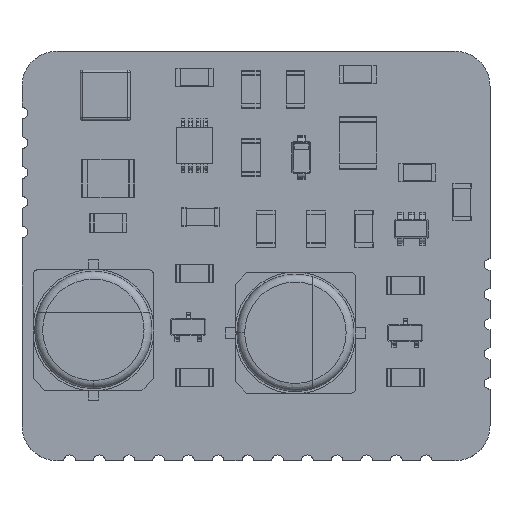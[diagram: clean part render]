
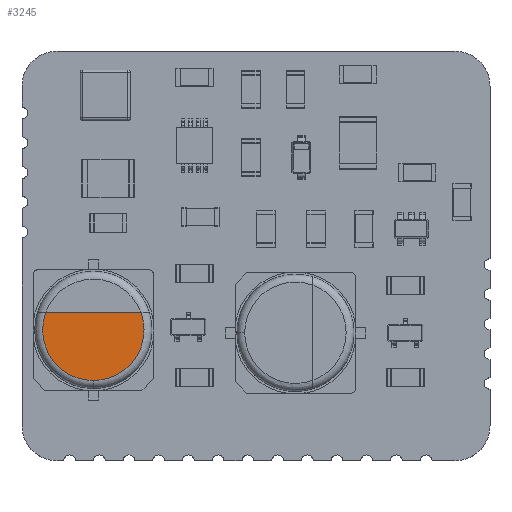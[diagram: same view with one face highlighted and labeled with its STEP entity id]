
A CAD part, top view. The second image highlights one B-rep face of the part: STEP entity #3245.
In plain terms, the highlighted planar face has unit normal (0, 0, 1).
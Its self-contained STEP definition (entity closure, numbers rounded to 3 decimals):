
#2449 = TOROIDAL_SURFACE('',#2450,4.333,0.667);
#2450 = AXIS2_PLACEMENT_3D('',#2451,#2452,#2453);
#2451 = CARTESIAN_POINT('',(0.,0.,9.333));
#2452 = DIRECTION('',(0.,0.,1.));
#2453 = DIRECTION('',(-1.,0.,0.));
#2529 = TOROIDAL_SURFACE('',#2530,4.333,0.667);
#2530 = AXIS2_PLACEMENT_3D('',#2531,#2532,#2533);
#2531 = CARTESIAN_POINT('',(0.,0.,9.333));
#2532 = DIRECTION('',(0.,0.,1.));
#2533 = DIRECTION('',(-1.,0.,0.));
#2953 = EDGE_CURVE('',#2954,#2956,#2958,.T.);
#2954 = VERTEX_POINT('',#2955);
#2955 = CARTESIAN_POINT('',(-4.333,0.,10.));
#2956 = VERTEX_POINT('',#2957);
#2957 = CARTESIAN_POINT('',(1.5,4.065,10.));
#2958 = SURFACE_CURVE('',#2959,(#2964,#2971),.PCURVE_S1.);
#2959 = CIRCLE('',#2960,4.333);
#2960 = AXIS2_PLACEMENT_3D('',#2961,#2962,#2963);
#2961 = CARTESIAN_POINT('',(0.,0.,10.));
#2962 = DIRECTION('',(0.,0.,-1.));
#2963 = DIRECTION('',(-1.,0.,0.));
#2964 = PCURVE('',#2449,#2965);
#2965 = DEFINITIONAL_REPRESENTATION('',(#2966),#2970);
#2966 = LINE('',#2967,#2968);
#2967 = CARTESIAN_POINT('',(6.283,1.571));
#2968 = VECTOR('',#2969,1.);
#2969 = DIRECTION('',(-1.,0.));
#2970 = ( GEOMETRIC_REPRESENTATION_CONTEXT(2) 
PARAMETRIC_REPRESENTATION_CONTEXT() REPRESENTATION_CONTEXT('2D SPACE',''
  ) );
#2971 = PCURVE('',#2972,#2977);
#2972 = PLANE('',#2973);
#2973 = AXIS2_PLACEMENT_3D('',#2974,#2975,#2976);
#2974 = CARTESIAN_POINT('',(0.,0.,10.));
#2975 = DIRECTION('',(-0.,0.,-1.));
#2976 = DIRECTION('',(-1.,0.,0.));
#2977 = DEFINITIONAL_REPRESENTATION('',(#2978),#2982);
#2978 = CIRCLE('',#2979,4.333);
#2979 = AXIS2_PLACEMENT_2D('',#2980,#2981);
#2980 = CARTESIAN_POINT('',(0.,0.));
#2981 = DIRECTION('',(1.,0.));
#2982 = ( GEOMETRIC_REPRESENTATION_CONTEXT(2) 
PARAMETRIC_REPRESENTATION_CONTEXT() REPRESENTATION_CONTEXT('2D SPACE',''
  ) );
#3090 = VERTEX_POINT('',#3091);
#3091 = CARTESIAN_POINT('',(1.5,-4.065,10.));
#3106 = PLANE('',#3107);
#3107 = AXIS2_PLACEMENT_3D('',#3108,#3109,#3110);
#3108 = CARTESIAN_POINT('',(5.,5.,10.));
#3109 = DIRECTION('',(0.,0.,1.));
#3110 = DIRECTION('',(-1.,0.,0.));
#3208 = EDGE_CURVE('',#3090,#2954,#3209,.T.);
#3209 = SURFACE_CURVE('',#3210,(#3215,#3222),.PCURVE_S1.);
#3210 = CIRCLE('',#3211,4.333);
#3211 = AXIS2_PLACEMENT_3D('',#3212,#3213,#3214);
#3212 = CARTESIAN_POINT('',(0.,0.,10.));
#3213 = DIRECTION('',(0.,0.,-1.));
#3214 = DIRECTION('',(-1.,0.,0.));
#3215 = PCURVE('',#2529,#3216);
#3216 = DEFINITIONAL_REPRESENTATION('',(#3217),#3221);
#3217 = LINE('',#3218,#3219);
#3218 = CARTESIAN_POINT('',(6.283,1.571));
#3219 = VECTOR('',#3220,1.);
#3220 = DIRECTION('',(-1.,0.));
#3221 = ( GEOMETRIC_REPRESENTATION_CONTEXT(2) 
PARAMETRIC_REPRESENTATION_CONTEXT() REPRESENTATION_CONTEXT('2D SPACE',''
  ) );
#3222 = PCURVE('',#2972,#3223);
#3223 = DEFINITIONAL_REPRESENTATION('',(#3224),#3228);
#3224 = CIRCLE('',#3225,4.333);
#3225 = AXIS2_PLACEMENT_2D('',#3226,#3227);
#3226 = CARTESIAN_POINT('',(0.,0.));
#3227 = DIRECTION('',(1.,0.));
#3228 = ( GEOMETRIC_REPRESENTATION_CONTEXT(2) 
PARAMETRIC_REPRESENTATION_CONTEXT() REPRESENTATION_CONTEXT('2D SPACE',''
  ) );
#3245 = ADVANCED_FACE('',(#3246),#2972,.F.);
#3246 = FACE_BOUND('',#3247,.F.);
#3247 = EDGE_LOOP('',(#3248,#3249,#3250));
#3248 = ORIENTED_EDGE('',*,*,#3208,.T.);
#3249 = ORIENTED_EDGE('',*,*,#2953,.T.);
#3250 = ORIENTED_EDGE('',*,*,#3251,.T.);
#3251 = EDGE_CURVE('',#2956,#3090,#3252,.T.);
#3252 = SURFACE_CURVE('',#3253,(#3257,#3264),.PCURVE_S1.);
#3253 = LINE('',#3254,#3255);
#3254 = CARTESIAN_POINT('',(1.5,5.,10.));
#3255 = VECTOR('',#3256,1.);
#3256 = DIRECTION('',(0.,-1.,0.));
#3257 = PCURVE('',#2972,#3258);
#3258 = DEFINITIONAL_REPRESENTATION('',(#3259),#3263);
#3259 = LINE('',#3260,#3261);
#3260 = CARTESIAN_POINT('',(-1.5,5.));
#3261 = VECTOR('',#3262,1.);
#3262 = DIRECTION('',(0.,-1.));
#3263 = ( GEOMETRIC_REPRESENTATION_CONTEXT(2) 
PARAMETRIC_REPRESENTATION_CONTEXT() REPRESENTATION_CONTEXT('2D SPACE',''
  ) );
#3264 = PCURVE('',#3106,#3265);
#3265 = DEFINITIONAL_REPRESENTATION('',(#3266),#3270);
#3266 = LINE('',#3267,#3268);
#3267 = CARTESIAN_POINT('',(3.5,0.));
#3268 = VECTOR('',#3269,1.);
#3269 = DIRECTION('',(0.,1.));
#3270 = ( GEOMETRIC_REPRESENTATION_CONTEXT(2) 
PARAMETRIC_REPRESENTATION_CONTEXT() REPRESENTATION_CONTEXT('2D SPACE',''
  ) );
